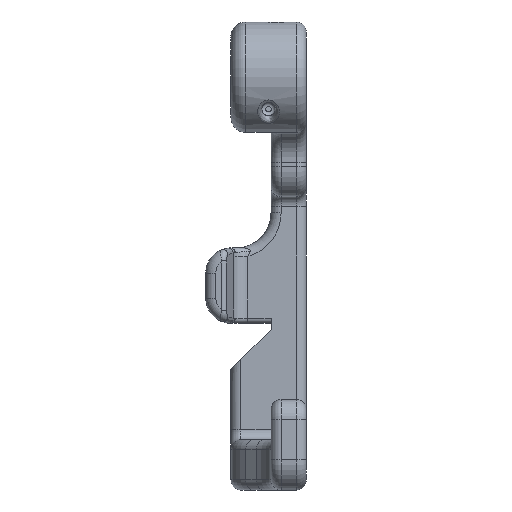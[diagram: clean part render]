
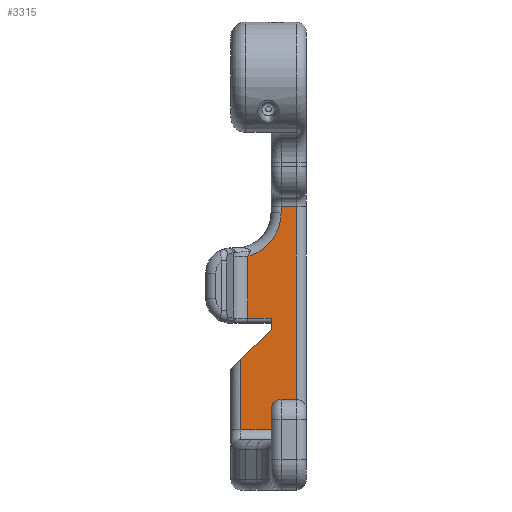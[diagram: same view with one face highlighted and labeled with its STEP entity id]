
A CAD part, left-side view. The second image highlights one B-rep face of the part: STEP entity #3315.
In plain terms, the highlighted planar face has unit normal (-1, 0, 0).
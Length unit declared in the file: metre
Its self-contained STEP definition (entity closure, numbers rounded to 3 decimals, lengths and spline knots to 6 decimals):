
#150=PLANE('',#3627);
#254=LINE('',#5584,#406);
#255=LINE('',#5587,#407);
#256=LINE('',#5589,#408);
#257=LINE('',#5591,#409);
#258=LINE('',#5593,#410);
#259=LINE('',#5595,#411);
#260=LINE('',#5597,#412);
#261=LINE('',#5599,#413);
#262=LINE('',#5601,#414);
#406=VECTOR('',#4280,1.);
#407=VECTOR('',#4281,1.);
#408=VECTOR('',#4282,1.);
#409=VECTOR('',#4283,1.);
#410=VECTOR('',#4284,1.);
#411=VECTOR('',#4285,1.);
#412=VECTOR('',#4286,1.);
#413=VECTOR('',#4287,1.);
#414=VECTOR('',#4288,1.);
#547=CIRCLE('',#3628,0.009);
#912=ORIENTED_EDGE('',*,*,#1882,.T.);
#913=ORIENTED_EDGE('',*,*,#1883,.T.);
#914=ORIENTED_EDGE('',*,*,#1884,.T.);
#915=ORIENTED_EDGE('',*,*,#1885,.T.);
#916=ORIENTED_EDGE('',*,*,#1886,.T.);
#917=ORIENTED_EDGE('',*,*,#1887,.T.);
#918=ORIENTED_EDGE('',*,*,#1888,.T.);
#919=ORIENTED_EDGE('',*,*,#1889,.T.);
#920=ORIENTED_EDGE('',*,*,#1890,.T.);
#921=ORIENTED_EDGE('',*,*,#1891,.T.);
#1882=EDGE_CURVE('',#2362,#2363,#254,.F.);
#1883=EDGE_CURVE('',#2363,#2364,#255,.F.);
#1884=EDGE_CURVE('',#2364,#2365,#256,.T.);
#1885=EDGE_CURVE('',#2365,#2366,#257,.T.);
#1886=EDGE_CURVE('',#2366,#2367,#258,.T.);
#1887=EDGE_CURVE('',#2367,#2368,#259,.F.);
#1888=EDGE_CURVE('',#2368,#2369,#260,.F.);
#1889=EDGE_CURVE('',#2369,#2370,#261,.T.);
#1890=EDGE_CURVE('',#2370,#2371,#262,.T.);
#1891=EDGE_CURVE('',#2371,#2362,#547,.T.);
#2362=VERTEX_POINT('',#5585);
#2363=VERTEX_POINT('',#5586);
#2364=VERTEX_POINT('',#5588);
#2365=VERTEX_POINT('',#5590);
#2366=VERTEX_POINT('',#5592);
#2367=VERTEX_POINT('',#5594);
#2368=VERTEX_POINT('',#5596);
#2369=VERTEX_POINT('',#5598);
#2370=VERTEX_POINT('',#5600);
#2371=VERTEX_POINT('',#5602);
#2614=EDGE_LOOP('',(#912,#913,#914,#915,#916,#917,#918,#919,#920,#921));
#2932=FACE_BOUND('',#2614,.T.);
#3315=ADVANCED_FACE('',(#2932),#150,.F.);
#3627=AXIS2_PLACEMENT_3D('',#5583,#4278,#4279);
#3628=AXIS2_PLACEMENT_3D('',#5603,#4289,#4290);
#4278=DIRECTION('',(1.,0.,0.));
#4279=DIRECTION('',(0.,0.,-1.));
#4280=DIRECTION('',(0.,0.,1.));
#4281=DIRECTION('',(0.,1.,0.));
#4282=DIRECTION('',(0.,0.,-1.));
#4283=DIRECTION('',(0.,0.707,-0.707));
#4284=DIRECTION('',(0.,0.,-1.));
#4285=DIRECTION('',(0.,1.,0.));
#4286=DIRECTION('',(0.,0.,-1.));
#4287=DIRECTION('',(0.,1.,0.));
#4288=DIRECTION('',(0.,0.,-1.));
#4289=DIRECTION('',(1.,0.,0.));
#4290=DIRECTION('',(0.,0.,-1.));
#5583=CARTESIAN_POINT('',(-0.0115,0.037,-0.0652));
#5584=CARTESIAN_POINT('',(-0.0115,0.048624,-0.0652));
#5585=CARTESIAN_POINT('',(-0.0115,0.048624,-0.035681));
#5586=CARTESIAN_POINT('',(-0.0115,0.048624,-0.048));
#5587=CARTESIAN_POINT('',(-0.0115,0.037,-0.048));
#5588=CARTESIAN_POINT('',(-0.0115,0.044,-0.048));
#5589=CARTESIAN_POINT('',(-0.0115,0.044,-0.0652));
#5590=CARTESIAN_POINT('',(-0.0115,0.044,-0.0502));
#5591=CARTESIAN_POINT('',(-0.0115,0.048,-0.0542));
#5592=CARTESIAN_POINT('',(-0.0115,0.05,-0.0562));
#5593=CARTESIAN_POINT('',(-0.0115,0.05,-0.0652));
#5594=CARTESIAN_POINT('',(-0.0115,0.05,-0.0702));
#5595=CARTESIAN_POINT('',(-0.0115,0.037,-0.0702));
#5596=CARTESIAN_POINT('',(-0.0115,0.039,-0.0702));
#5597=CARTESIAN_POINT('',(-0.0115,0.039,-0.0258));
#5598=CARTESIAN_POINT('',(-0.0115,0.039,-0.0258));
#5599=CARTESIAN_POINT('',(-0.0115,0.037,-0.0258));
#5600=CARTESIAN_POINT('',(-0.0115,0.042,-0.0258));
#5601=CARTESIAN_POINT('',(-0.0115,0.042,-0.0652));
#5602=CARTESIAN_POINT('',(-0.0115,0.042,-0.027));
#5603=CARTESIAN_POINT('',(-0.0115,0.051,-0.027));
